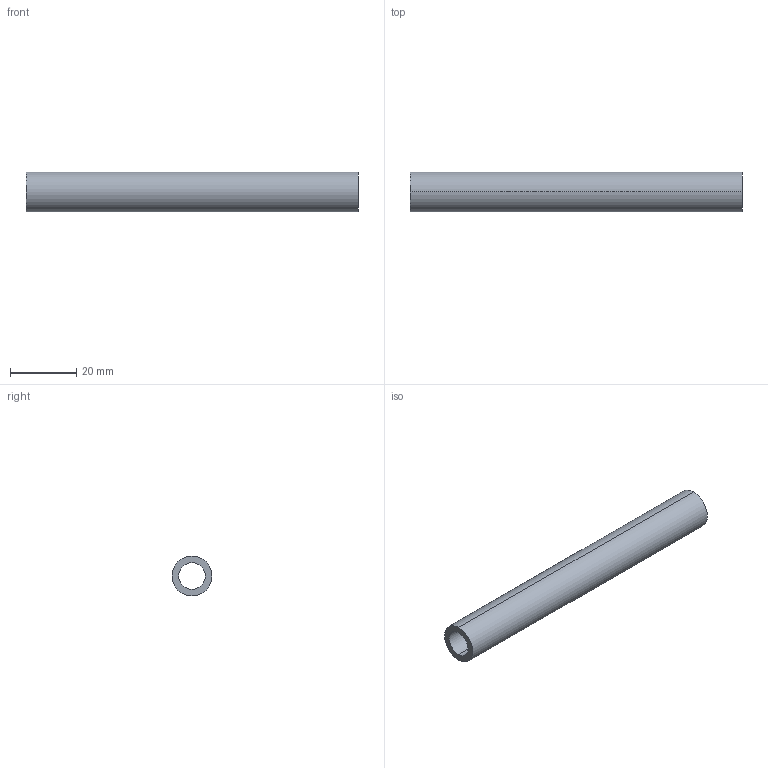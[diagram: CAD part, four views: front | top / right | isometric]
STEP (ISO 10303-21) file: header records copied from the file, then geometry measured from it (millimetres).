
FILE_DESCRIPTION (( 'STEP AP214' ), '1' );
FILE_NAME ('TU1208BU-100.step.step', '2014-05-15T17:38:30', ( 'Windows User' ), ( '' ), 'SwSTEP 2.0', 'SolidWorks 2014', '' );
FILE_SCHEMA (( 'AUTOMOTIVE_DESIGN' ));
Length unit declared in the file: millimetre
Products named in the file (2): TU1208BU-100.step; TU1208BU-100.step_TU3076 Tube_1208BU
Assembly tree (1 placements, depth 2):
  TU1208BU-100.step
    TU1208BU-100.step_TU3076 Tube_1208BU
Bounding box: 100 x 12 x 12 mm (x, y, z)
Volume: 6283.2 mm3; surface area: 6408.8 mm2
Topology: 1 solids, 1 shells, 6 faces, 12 edges, 8 vertices
Faces by surface type: cylinder 4, plane 2
Entity records: 300 total; most frequent: DIRECTION 40, CARTESIAN_POINT 30, ORIENTED_EDGE 24, AXIS2_PLACEMENT_3D 18, EDGE_CURVE 12, UNCERTAINTY_MEASURE_WITH_UNIT 10, CIRCLE 8, PRESENTATION_LAYER_ASSIGNMENT 8
